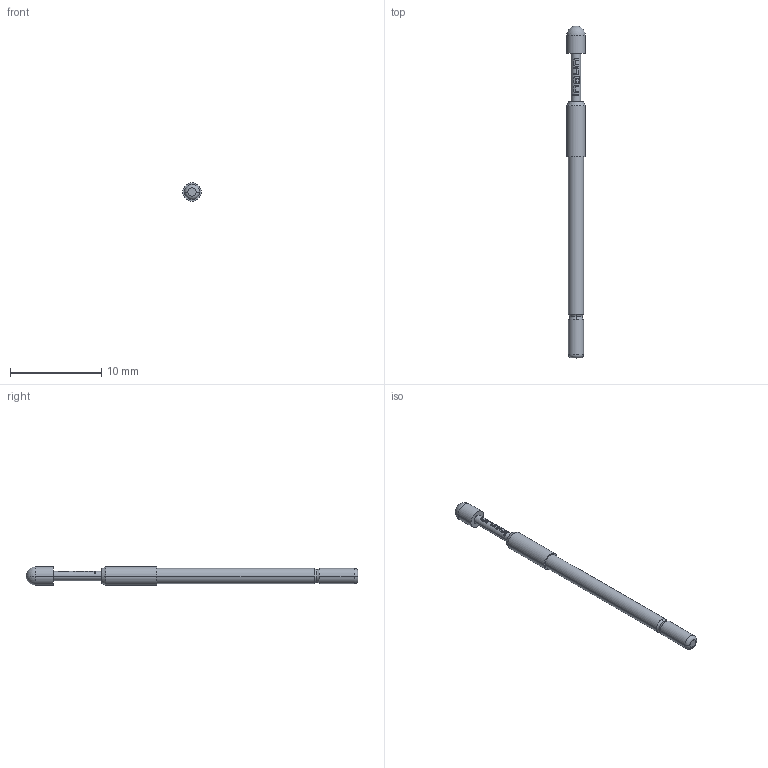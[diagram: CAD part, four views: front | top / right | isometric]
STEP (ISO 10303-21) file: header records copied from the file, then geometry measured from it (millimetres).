
FILE_DESCRIPTION (( 'STEP AP203' ), '1' );
FILE_NAME ('INGUN_GKS-112_305_200_A_xx06.STEP', '2020-08-10T08:52:07', ( '' ), ( '' ), 'SwSTEP 2.0', 'SolidWorks 2018', '' );
FILE_SCHEMA (( 'CONFIG_CONTROL_DESIGN' ));
Length unit declared in the file: millimetre
Products named in the file (1): INGUN_GKS-112_305_200_A_xx06
Bounding box: 2 x 36.3 x 2 mm (x, y, z)
Volume: 77.7 mm3; surface area: 196.9 mm2
Topology: 1 solids, 1 shells, 97 faces, 250 edges, 163 vertices
Faces by surface type: bspline 41, plane 26, cylinder 16, torus 8, cone 4, sphere 2
Entity records: 4036 total; most frequent: CARTESIAN_POINT 2065, ORIENTED_EDGE 492, EDGE_CURVE 246, DIRECTION 220, B_SPLINE_CURVE_WITH_KNOTS 186, VERTEX_POINT 161, EDGE_LOOP 107, AXIS2_PLACEMENT_3D 103
